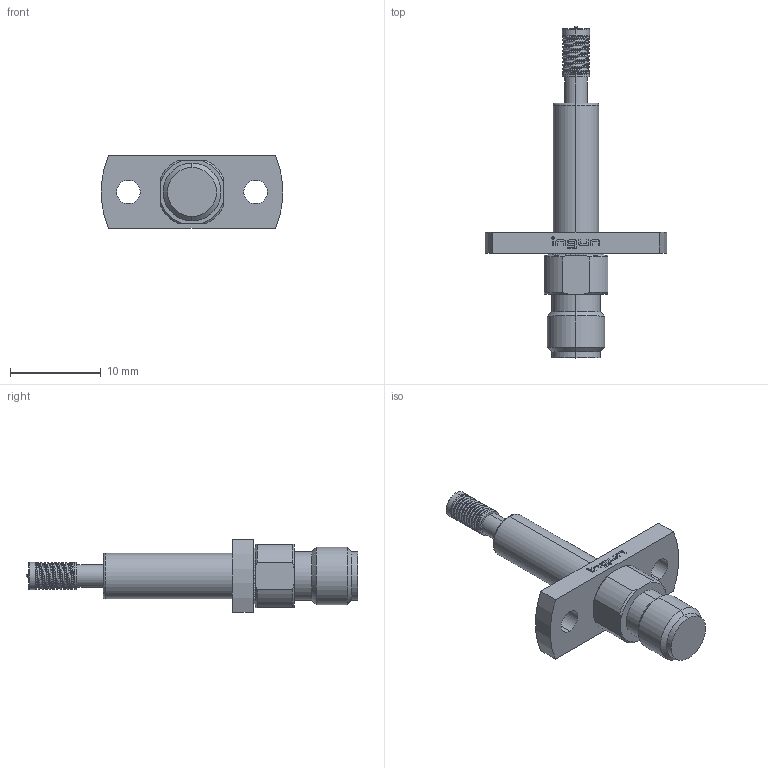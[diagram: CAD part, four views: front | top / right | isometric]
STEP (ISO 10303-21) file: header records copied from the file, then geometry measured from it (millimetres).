
FILE_DESCRIPTION (( 'STEP AP203' ), '1' );
FILE_NAME ('INGUN_HFS-856_305_040_A_xx43_MS156-H.STEP', '2022-05-05T09:30:49', ( 'ochi' ), ( '' ), 'SwSTEP 2.0', 'SolidWorks 2018', '' );
FILE_SCHEMA (( 'CONFIG_CONTROL_DESIGN' ));
Length unit declared in the file: millimetre
Products named in the file (1): INGUN_HFS-856_305_040_A_xx43_MS156-H
Bounding box: 19.93 x 36.5 x 8 mm (x, y, z)
Volume: 1038.1 mm3; surface area: 1090.9 mm2
Topology: 1 solids, 1 shells, 355 faces, 985 edges, 650 vertices
Faces by surface type: plane 199, cylinder 105, bspline 24, cone 18, torus 8, sphere 1
Entity records: 13769 total; most frequent: CARTESIAN_POINT 4655, ORIENTED_EDGE 1964, DIRECTION 1784, EDGE_CURVE 982, VERTEX_POINT 648, VECTOR 626, LINE 626, AXIS2_PLACEMENT_3D 579
